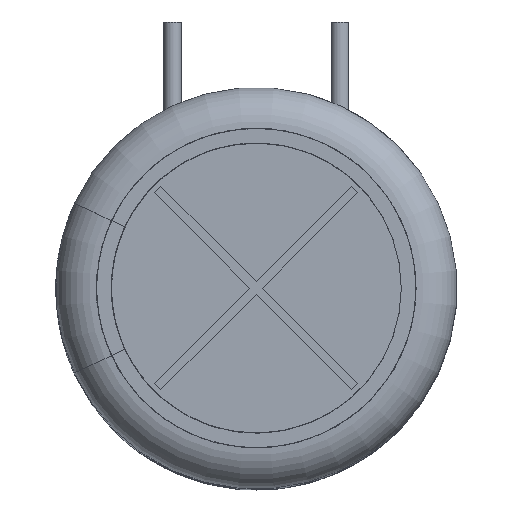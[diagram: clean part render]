
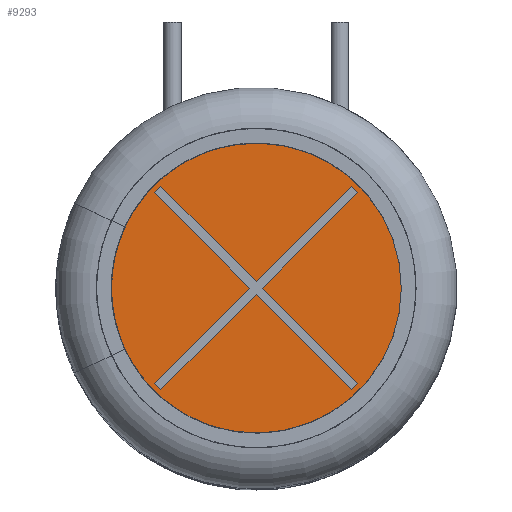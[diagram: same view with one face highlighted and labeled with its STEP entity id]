
A CAD part, top view. The second image highlights one B-rep face of the part: STEP entity #9293.
In plain terms, the highlighted planar face has unit normal (0, 0, 1).
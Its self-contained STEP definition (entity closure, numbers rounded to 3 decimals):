
#465=FACE_BOUND('',#2659,.T.);
#581=LINE('',#12995,#1301);
#582=LINE('',#12997,#1302);
#583=LINE('',#12999,#1303);
#584=LINE('',#13001,#1304);
#585=LINE('',#13003,#1305);
#586=LINE('',#13005,#1306);
#587=LINE('',#13007,#1307);
#588=LINE('',#13009,#1308);
#589=LINE('',#13011,#1309);
#590=LINE('',#13013,#1310);
#591=LINE('',#13015,#1311);
#592=LINE('',#13016,#1312);
#1301=VECTOR('',#10790,1000.);
#1302=VECTOR('',#10791,1000.);
#1303=VECTOR('',#10792,1000.);
#1304=VECTOR('',#10793,1000.);
#1305=VECTOR('',#10794,1000.);
#1306=VECTOR('',#10795,1000.);
#1307=VECTOR('',#10796,1000.);
#1308=VECTOR('',#10797,1000.);
#1309=VECTOR('',#10798,1000.);
#1310=VECTOR('',#10799,1000.);
#1311=VECTOR('',#10800,1000.);
#1312=VECTOR('',#10801,1000.);
#2122=FACE_OUTER_BOUND('',#2658,.T.);
#2658=EDGE_LOOP('',(#5937));
#2659=EDGE_LOOP('',(#5938,#5939,#5940,#5941,#5942,#5943,#5944,#5945,#5946,
#5947,#5948,#5949));
#3278=CIRCLE('',#9911,7.167);
#3611=VERTEX_POINT('',#12991);
#3612=VERTEX_POINT('',#12993);
#3613=VERTEX_POINT('',#12994);
#3614=VERTEX_POINT('',#12996);
#3615=VERTEX_POINT('',#12998);
#3616=VERTEX_POINT('',#13000);
#3617=VERTEX_POINT('',#13002);
#3618=VERTEX_POINT('',#13004);
#3619=VERTEX_POINT('',#13006);
#3620=VERTEX_POINT('',#13008);
#3621=VERTEX_POINT('',#13010);
#3622=VERTEX_POINT('',#13012);
#3623=VERTEX_POINT('',#13014);
#4531=EDGE_CURVE('',#3611,#3611,#3278,.T.);
#4532=EDGE_CURVE('',#3612,#3613,#581,.T.);
#4533=EDGE_CURVE('',#3613,#3614,#582,.T.);
#4534=EDGE_CURVE('',#3614,#3615,#583,.T.);
#4535=EDGE_CURVE('',#3615,#3616,#584,.T.);
#4536=EDGE_CURVE('',#3616,#3617,#585,.T.);
#4537=EDGE_CURVE('',#3617,#3618,#586,.T.);
#4538=EDGE_CURVE('',#3618,#3619,#587,.T.);
#4539=EDGE_CURVE('',#3619,#3620,#588,.T.);
#4540=EDGE_CURVE('',#3620,#3621,#589,.T.);
#4541=EDGE_CURVE('',#3621,#3622,#590,.T.);
#4542=EDGE_CURVE('',#3622,#3623,#591,.T.);
#4543=EDGE_CURVE('',#3623,#3612,#592,.T.);
#5937=ORIENTED_EDGE('',*,*,#4531,.F.);
#5938=ORIENTED_EDGE('',*,*,#4532,.T.);
#5939=ORIENTED_EDGE('',*,*,#4533,.T.);
#5940=ORIENTED_EDGE('',*,*,#4534,.T.);
#5941=ORIENTED_EDGE('',*,*,#4535,.T.);
#5942=ORIENTED_EDGE('',*,*,#4536,.T.);
#5943=ORIENTED_EDGE('',*,*,#4537,.T.);
#5944=ORIENTED_EDGE('',*,*,#4538,.T.);
#5945=ORIENTED_EDGE('',*,*,#4539,.T.);
#5946=ORIENTED_EDGE('',*,*,#4540,.T.);
#5947=ORIENTED_EDGE('',*,*,#4541,.T.);
#5948=ORIENTED_EDGE('',*,*,#4542,.T.);
#5949=ORIENTED_EDGE('',*,*,#4543,.T.);
#8515=PLANE('',#9910);
#9293=ADVANCED_FACE('',(#2122,#465),#8515,.T.);
#9910=AXIS2_PLACEMENT_3D('',#12990,#10786,#10787);
#9911=AXIS2_PLACEMENT_3D('',#12992,#10788,#10789);
#10786=DIRECTION('center_axis',(0.,0.,1.));
#10787=DIRECTION('ref_axis',(1.,0.,0.));
#10788=DIRECTION('center_axis',(0.,0.,-1.));
#10789=DIRECTION('ref_axis',(-1.,0.,0.));
#10790=DIRECTION('',(0.707,0.707,0.));
#10791=DIRECTION('',(0.707,-0.707,0.));
#10792=DIRECTION('',(0.707,0.707,0.));
#10793=DIRECTION('',(0.707,-0.707,0.));
#10794=DIRECTION('',(-0.707,-0.707,0.));
#10795=DIRECTION('',(0.707,-0.707,0.));
#10796=DIRECTION('',(-0.707,-0.707,0.));
#10797=DIRECTION('',(-0.707,0.707,0.));
#10798=DIRECTION('',(-0.707,-0.707,0.));
#10799=DIRECTION('',(-0.707,0.707,0.));
#10800=DIRECTION('',(0.707,0.707,0.));
#10801=DIRECTION('',(-0.707,0.707,0.));
#12990=CARTESIAN_POINT('Origin',(-7.167,0.,40.78));
#12991=CARTESIAN_POINT('',(7.167,0.,40.78));
#12992=CARTESIAN_POINT('Origin',(0.,0.,40.78));
#12993=CARTESIAN_POINT('',(-4.559,4.276,40.78));
#12994=CARTESIAN_POINT('',(-4.276,4.559,40.78));
#12995=CARTESIAN_POINT('',(-4.276,4.559,40.78));
#12996=CARTESIAN_POINT('',(0.,0.283,40.78));
#12997=CARTESIAN_POINT('',(0.,0.283,40.78));
#12998=CARTESIAN_POINT('',(4.276,4.559,40.78));
#12999=CARTESIAN_POINT('',(0.,0.283,40.78));
#13000=CARTESIAN_POINT('',(4.559,4.276,40.78));
#13001=CARTESIAN_POINT('',(4.559,4.276,40.78));
#13002=CARTESIAN_POINT('',(0.283,0.,40.78));
#13003=CARTESIAN_POINT('',(0.283,0.,40.78));
#13004=CARTESIAN_POINT('',(4.559,-4.276,40.78));
#13005=CARTESIAN_POINT('',(0.283,0.,40.78));
#13006=CARTESIAN_POINT('',(4.276,-4.559,40.78));
#13007=CARTESIAN_POINT('',(4.559,-4.276,40.78));
#13008=CARTESIAN_POINT('',(0.,-0.283,40.78));
#13009=CARTESIAN_POINT('',(0.,-0.283,40.78));
#13010=CARTESIAN_POINT('',(-4.276,-4.559,40.78));
#13011=CARTESIAN_POINT('',(0.,-0.283,40.78));
#13012=CARTESIAN_POINT('',(-4.559,-4.276,40.78));
#13013=CARTESIAN_POINT('',(-4.276,-4.559,40.78));
#13014=CARTESIAN_POINT('',(-0.283,0.,40.78));
#13015=CARTESIAN_POINT('',(-0.283,0.,40.78));
#13016=CARTESIAN_POINT('',(-0.283,0.,40.78));
